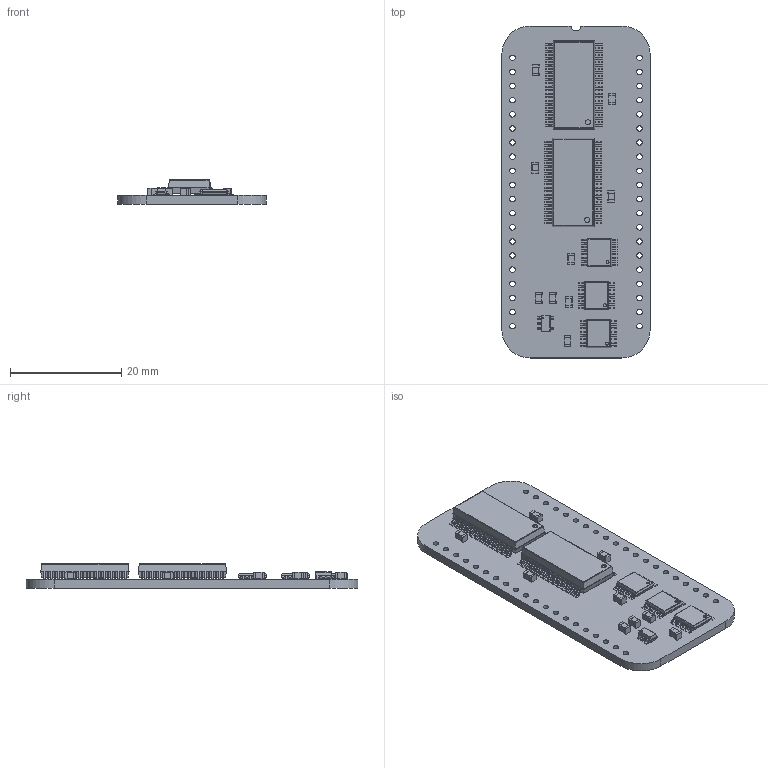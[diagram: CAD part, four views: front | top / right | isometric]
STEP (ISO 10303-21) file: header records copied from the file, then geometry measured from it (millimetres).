
FILE_DESCRIPTION(('KiCad electronic assembly'),'2;1');
FILE_NAME('SD Card Read Function.step','2024-07-04T08:40:28',('Pcbnew'), ('Kicad'),'Open CASCADE STEP processor 7.8','KiCad to STEP converter', 'Unknown');
FILE_SCHEMA(('AUTOMOTIVE_DESIGN { 1 0 10303 214 1 1 1 1 }'));
Length unit declared in the file: millimetre
Products named in the file (10): SD Card Read Function 1; AP7365-33WG-7; ASSEMBLY; MC74VHC139DR2G; C_0805_2012Metric; 74LVC16373ADL,118; SD Card Read Function_PCB
Assembly tree (20 placements, depth 3):
  SD Card Read Function 1
    AP7365-33WG-7
      ASSEMBLY
    MC74VHC139DR2G  x3
      ASSEMBLY
    C_0805_2012Metric  x9
      C_0805_2012Metric
    74LVC16373ADL,118  x2
      ASSEMBLY
    SD Card Read Function_PCB
Bounding box: 26.67 x 59.69 x 4.45 mm (x, y, z)
Volume: 3137 mm3; surface area: 4737 mm2
Topology: 165 solids, 165 shells, 2385 faces, 5997 edges, 3966 vertices
Faces by surface type: plane 1731, cylinder 654
Full cylindrical faces by diameter (mm): 0.2 x1, 0.55 x3, 0.938 x2, 1 x40
Entity records: 31741 total; most frequent: CARTESIAN_POINT 5454, DIRECTION 5338, ORIENTED_EDGE 5280, EDGE_CURVE 2640, LINE 2082, VECTOR 2082, VERTEX_POINT 1744, AXIS2_PLACEMENT_3D 1628
